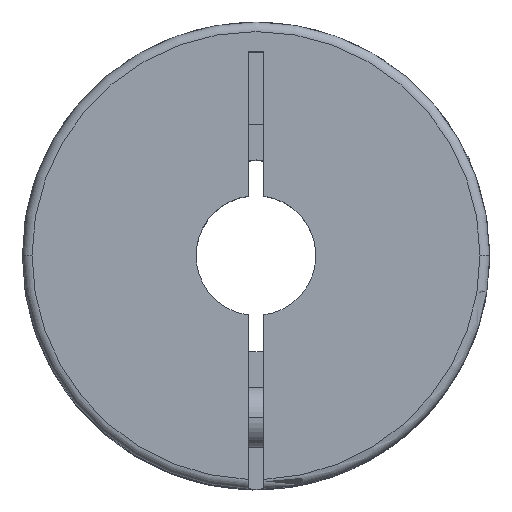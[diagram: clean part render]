
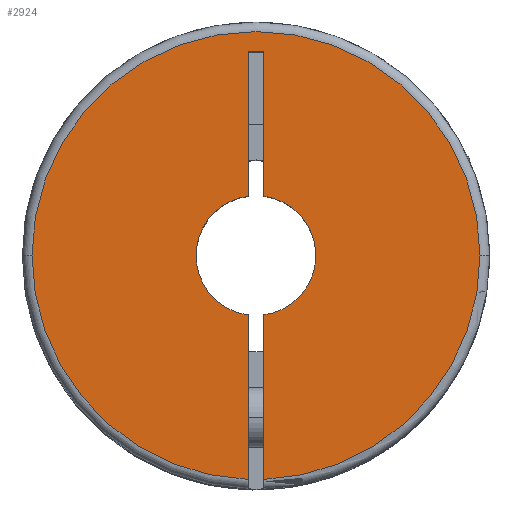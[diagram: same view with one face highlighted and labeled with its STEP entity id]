
A CAD part, top view. The second image highlights one B-rep face of the part: STEP entity #2924.
In plain terms, the highlighted planar face has unit normal (0, 0, 1).
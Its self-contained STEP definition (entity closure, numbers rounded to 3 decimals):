
#48 = AXIS2_PLACEMENT_3D ( 'NONE', #1092, #3538, #2882 ) ;
#52 = VECTOR ( 'NONE', #813, 1000. ) ;
#251 = DIRECTION ( 'NONE',  ( -1., 0., 0. ) ) ;
#354 = ORIENTED_EDGE ( 'NONE', *, *, #1652, .F. ) ;
#361 = CARTESIAN_POINT ( 'NONE',  ( 0.65, 4.958, 0. ) ) ;
#495 = DIRECTION ( 'NONE',  ( -1., 0., 0. ) ) ;
#541 = CARTESIAN_POINT ( 'NONE',  ( -0.65, 17., 0. ) ) ;
#591 = VERTEX_POINT ( 'NONE', #2022 ) ;
#716 = CARTESIAN_POINT ( 'NONE',  ( 0., 0., 0. ) ) ;
#728 = CARTESIAN_POINT ( 'NONE',  ( -0.65, 17., 0. ) ) ;
#802 = EDGE_CURVE ( 'NONE', #2683, #2551, #3740, .T. ) ;
#813 = DIRECTION ( 'NONE',  ( 0., 1., 0. ) ) ;
#815 = EDGE_LOOP ( 'NONE', ( #3120, #354, #1840, #3408, #3890, #1290, #2877, #3984, #3187, #1717, #939 ) ) ;
#821 = VERTEX_POINT ( 'NONE', #2788 ) ;
#911 = CARTESIAN_POINT ( 'NONE',  ( 18.7, 0., 0. ) ) ;
#919 = CARTESIAN_POINT ( 'NONE',  ( 0.65, 17., 0. ) ) ;
#939 = ORIENTED_EDGE ( 'NONE', *, *, #2592, .F. ) ;
#996 = CARTESIAN_POINT ( 'NONE',  ( -0.65, -18.689, 0. ) ) ;
#1084 = VECTOR ( 'NONE', #2123, 1000. ) ;
#1089 = CARTESIAN_POINT ( 'NONE',  ( 0.65, -18.689, 0. ) ) ;
#1092 = CARTESIAN_POINT ( 'NONE',  ( 0., 0., 0. ) ) ;
#1166 = DIRECTION ( 'NONE',  ( 0., 0., -1. ) ) ;
#1286 = CIRCLE ( 'NONE', #3494, 5. ) ;
#1290 = ORIENTED_EDGE ( 'NONE', *, *, #3520, .F. ) ;
#1412 = CARTESIAN_POINT ( 'NONE',  ( 0.65, -19.5, 0. ) ) ;
#1422 = DIRECTION ( 'NONE',  ( -1., 0., 0. ) ) ;
#1431 = VERTEX_POINT ( 'NONE', #728 ) ;
#1454 = CARTESIAN_POINT ( 'NONE',  ( 0., 0., 0. ) ) ;
#1588 = VERTEX_POINT ( 'NONE', #1089 ) ;
#1614 = DIRECTION ( 'NONE',  ( -1., 0., 0. ) ) ;
#1648 = FACE_OUTER_BOUND ( 'NONE', #815, .T. ) ;
#1652 = EDGE_CURVE ( 'NONE', #2683, #2182, #3877, .T. ) ;
#1707 = CARTESIAN_POINT ( 'NONE',  ( -0.65, -4.958, 0. ) ) ;
#1717 = ORIENTED_EDGE ( 'NONE', *, *, #1873, .F. ) ;
#1719 = CARTESIAN_POINT ( 'NONE',  ( 0., 0., 0. ) ) ;
#1734 = LINE ( 'NONE', #1412, #52 ) ;
#1738 = VECTOR ( 'NONE', #3869, 1000. ) ;
#1771 = AXIS2_PLACEMENT_3D ( 'NONE', #1454, #1166, #1422 ) ;
#1840 = ORIENTED_EDGE ( 'NONE', *, *, #802, .T. ) ;
#1842 = LINE ( 'NONE', #919, #3955 ) ;
#1858 = CARTESIAN_POINT ( 'NONE',  ( -0.65, 17., 0. ) ) ;
#1868 = AXIS2_PLACEMENT_3D ( 'NONE', #1719, #3326, #495 ) ;
#1873 = EDGE_CURVE ( 'NONE', #3782, #1588, #3556, .T. ) ;
#1920 = EDGE_CURVE ( 'NONE', #1588, #3555, #2410, .T. ) ;
#1992 = AXIS2_PLACEMENT_3D ( 'NONE', #4004, #2502, #1614 ) ;
#2022 = CARTESIAN_POINT ( 'NONE',  ( 0.65, 17., 0. ) ) ;
#2087 = CARTESIAN_POINT ( 'NONE',  ( 0.65, -19.5, 0. ) ) ;
#2116 = VERTEX_POINT ( 'NONE', #2766 ) ;
#2123 = DIRECTION ( 'NONE',  ( 0., -1., 0. ) ) ;
#2126 = EDGE_CURVE ( 'NONE', #1431, #2116, #2159, .T. ) ;
#2159 = LINE ( 'NONE', #1858, #1084 ) ;
#2182 = VERTEX_POINT ( 'NONE', #996 ) ;
#2329 = CIRCLE ( 'NONE', #2453, 18.7 ) ;
#2337 = PLANE ( 'NONE',  #48 ) ;
#2372 = EDGE_CURVE ( 'NONE', #2504, #591, #1734, .T. ) ;
#2410 = LINE ( 'NONE', #2087, #1738 ) ;
#2453 = AXIS2_PLACEMENT_3D ( 'NONE', #716, #3478, #3236 ) ;
#2502 = DIRECTION ( 'NONE',  ( 0., 0., -1. ) ) ;
#2504 = VERTEX_POINT ( 'NONE', #361 ) ;
#2551 = VERTEX_POINT ( 'NONE', #3175 ) ;
#2592 = EDGE_CURVE ( 'NONE', #821, #3782, #3368, .T. ) ;
#2677 = CARTESIAN_POINT ( 'NONE',  ( 0., 0., 0. ) ) ;
#2683 = VERTEX_POINT ( 'NONE', #1707 ) ;
#2717 = DIRECTION ( 'NONE',  ( -1., 0., 0. ) ) ;
#2735 = DIRECTION ( 'NONE',  ( 0., 0., -1. ) ) ;
#2766 = CARTESIAN_POINT ( 'NONE',  ( -0.65, 4.958, 0. ) ) ;
#2768 = CARTESIAN_POINT ( 'NONE',  ( 0.65, -4.958, 0. ) ) ;
#2788 = CARTESIAN_POINT ( 'NONE',  ( -18.7, 0., 0. ) ) ;
#2845 = AXIS2_PLACEMENT_3D ( 'NONE', #3969, #3032, #251 ) ;
#2877 = ORIENTED_EDGE ( 'NONE', *, *, #2372, .F. ) ;
#2882 = DIRECTION ( 'NONE',  ( 0., -1., 0. ) ) ;
#2924 = ADVANCED_FACE ( 'NONE', ( #1648 ), #2337, .F. ) ;
#2968 = VECTOR ( 'NONE', #3578, 1000. ) ;
#3029 = EDGE_CURVE ( 'NONE', #2551, #2116, #1286, .T. ) ;
#3032 = DIRECTION ( 'NONE',  ( 0., 0., -1. ) ) ;
#3060 = DIRECTION ( 'NONE',  ( -1., 0., 0. ) ) ;
#3120 = ORIENTED_EDGE ( 'NONE', *, *, #3874, .F. ) ;
#3175 = CARTESIAN_POINT ( 'NONE',  ( -5., 0., 0. ) ) ;
#3187 = ORIENTED_EDGE ( 'NONE', *, *, #1920, .F. ) ;
#3236 = DIRECTION ( 'NONE',  ( -1., 0., 0. ) ) ;
#3326 = DIRECTION ( 'NONE',  ( 0., 0., -1. ) ) ;
#3368 = CIRCLE ( 'NONE', #2845, 18.7 ) ;
#3383 = EDGE_CURVE ( 'NONE', #2504, #3555, #3523, .T. ) ;
#3408 = ORIENTED_EDGE ( 'NONE', *, *, #3029, .T. ) ;
#3478 = DIRECTION ( 'NONE',  ( 0., 0., -1. ) ) ;
#3494 = AXIS2_PLACEMENT_3D ( 'NONE', #2677, #2735, #2717 ) ;
#3520 = EDGE_CURVE ( 'NONE', #591, #1431, #1842, .T. ) ;
#3523 = CIRCLE ( 'NONE', #1771, 5. ) ;
#3538 = DIRECTION ( 'NONE',  ( 0., 0., -1. ) ) ;
#3555 = VERTEX_POINT ( 'NONE', #2768 ) ;
#3556 = CIRCLE ( 'NONE', #1868, 18.7 ) ;
#3578 = DIRECTION ( 'NONE',  ( 0., -1., 0. ) ) ;
#3740 = CIRCLE ( 'NONE', #1992, 5. ) ;
#3782 = VERTEX_POINT ( 'NONE', #911 ) ;
#3869 = DIRECTION ( 'NONE',  ( 0., 1., 0. ) ) ;
#3874 = EDGE_CURVE ( 'NONE', #2182, #821, #2329, .T. ) ;
#3877 = LINE ( 'NONE', #541, #2968 ) ;
#3890 = ORIENTED_EDGE ( 'NONE', *, *, #2126, .F. ) ;
#3955 = VECTOR ( 'NONE', #3060, 1000. ) ;
#3969 = CARTESIAN_POINT ( 'NONE',  ( 0., 0., 0. ) ) ;
#3984 = ORIENTED_EDGE ( 'NONE', *, *, #3383, .T. ) ;
#4004 = CARTESIAN_POINT ( 'NONE',  ( 0., 0., 0. ) ) ;
